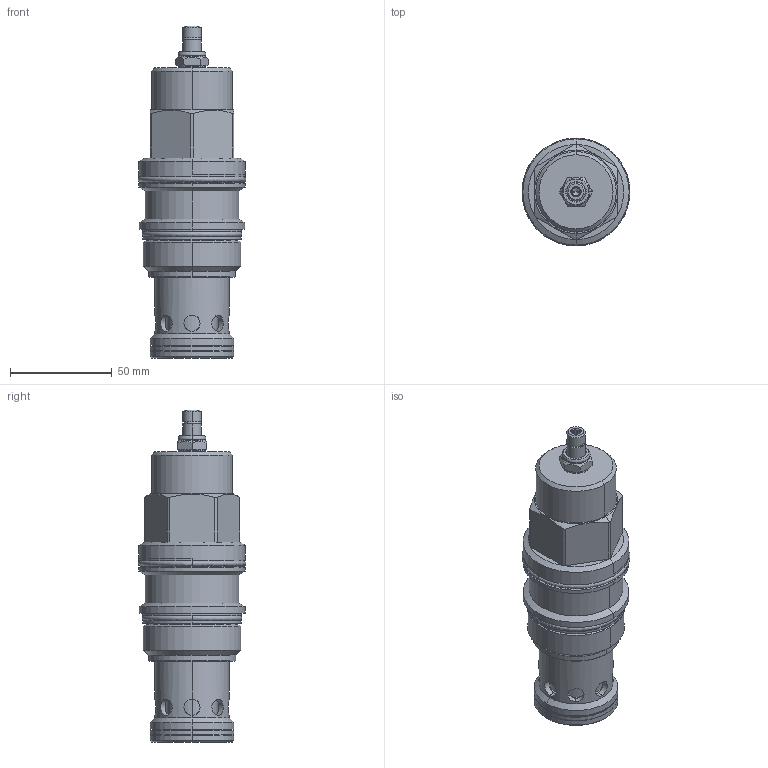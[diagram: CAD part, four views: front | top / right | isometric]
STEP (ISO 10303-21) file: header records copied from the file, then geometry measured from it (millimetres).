
FILE_DESCRIPTION((''),'2;1');
FILE_NAME('RSJS-LAN_PRT','2015-02-20T',('Administrator'),(''),'PRO/ENGINEER BY PARAMETRIC TECHNOLOGY CORPORATION, 2006240','PRO/ENGINEER BY PARAMETRIC TECHNOLOGY CORPORATION, 2006240','');
FILE_SCHEMA(('CONFIG_CONTROL_DESIGN'));
Length unit declared in the file: inch
Products named in the file (1): RSJS-LAN_PRT
Bounding box: 53.06 x 53.05 x 163.5 mm (x, y, z)
Volume: 199021.9 mm3; surface area: 39626.4 mm2
Topology: 3 solids, 4 shells, 261 faces, 588 edges, 351 vertices
Faces by surface type: cylinder 101, plane 69, cone 60, torus 13, revolution 10, bspline 6, sphere 2
Entity records: 10898 total; most frequent: CARTESIAN_POINT 5002, DIRECTION 1278, ORIENTED_EDGE 1164, EDGE_CURVE 582, AXIS2_PLACEMENT_3D 525, VERTEX_POINT 351, EDGE_LOOP 303, CIRCLE 280
